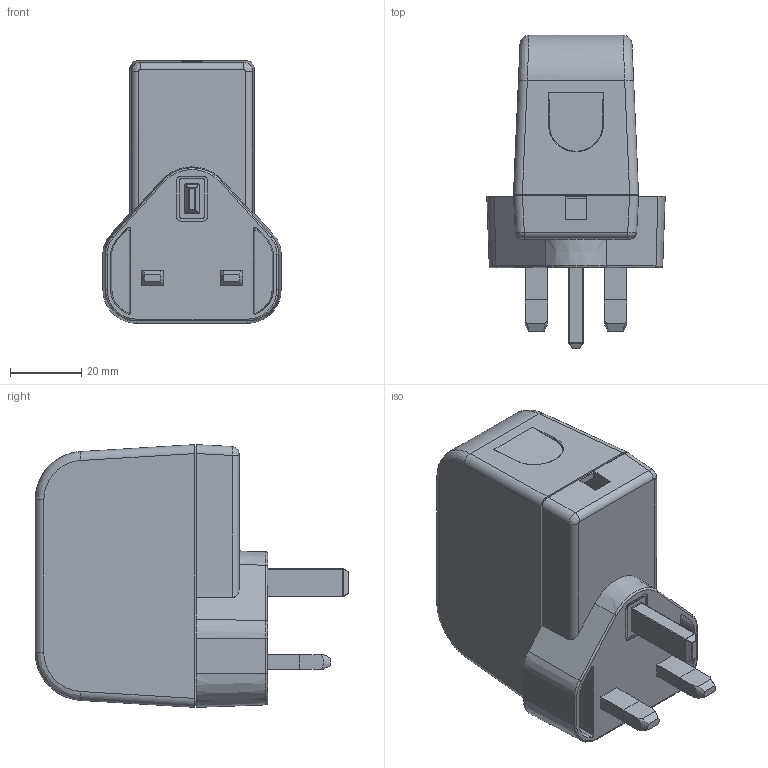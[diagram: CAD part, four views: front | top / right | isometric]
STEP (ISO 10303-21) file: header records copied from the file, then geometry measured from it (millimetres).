
FILE_DESCRIPTION((''),'2;1');
FILE_NAME('GT-86240-WWVV-X_X-W2U_ASM','2022-10-08T14:49:13',('jirenqiang'),(''),'CREO PARAMETRIC BY PTC INC, 2018050','CREO PARAMETRIC BY PTC INC, 2018050','');
FILE_SCHEMA(('CONFIG_CONTROL_DESIGN'));
Length unit declared in the file: millimetre
Products named in the file (7): UK_BOT_28_1; UK_BOT_28_2; UK_BOT_28_3; UK_BOT_28_ASM; UK_PIN__3; TOP_2; GT-86240-WWVV-X_X-W2U_ASM
Assembly tree (7 placements, depth 3):
  GT-86240-WWVV-X_X-W2U_ASM
    UK_BOT_28_ASM
      UK_BOT_28_1
      UK_BOT_28_2
      UK_BOT_28_3
    UK_PIN__3  x2
    TOP_2
Bounding box: 49.9 x 87.7 x 73.5 mm (x, y, z)
Volume: 39302.9 mm3; surface area: 39846.6 mm2
Topology: 6 solids, 6 shells, 663 faces, 1813 edges, 1170 vertices
Faces by surface type: plane 456, cylinder 125, bspline 29, torus 18, extrusion 12, sphere 12, cone 11
Entity records: 22868 total; most frequent: CARTESIAN_POINT 7167, ORIENTED_EDGE 3426, DIRECTION 2905, EDGE_CURVE 1713, VECTOR 1353, LINE 1341, VERTEX_POINT 1110, AXIS2_PLACEMENT_3D 776
